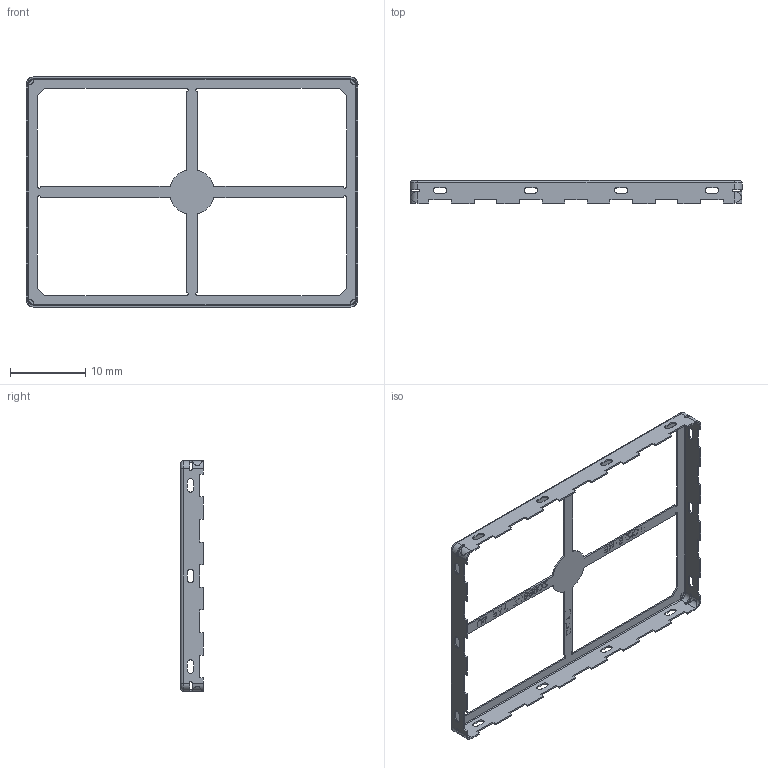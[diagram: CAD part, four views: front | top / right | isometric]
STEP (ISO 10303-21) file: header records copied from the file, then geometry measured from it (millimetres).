
FILE_DESCRIPTION((''),'2;1');
FILE_NAME('BMI-S-210-F','2011-06-20T',('tim.wrona'),(''),'PRO/ENGINEER BY PARAMETRIC TECHNOLOGY CORPORATION, 2010180','PRO/ENGINEER BY PARAMETRIC TECHNOLOGY CORPORATION, 2010180','');
FILE_SCHEMA(('CONFIG_CONTROL_DESIGN'));
Length unit declared in the file: millimetre
Products named in the file (1): BMI-S-210-F
Bounding box: 44 x 3 x 30.5 mm (x, y, z)
Volume: 133 mm3; surface area: 1458.5 mm2
Topology: 1 solids, 1 shells, 1119 faces, 3110 edges, 2036 vertices
Faces by surface type: plane 987, cylinder 84, bspline 40, torus 8
Entity records: 36260 total; most frequent: CARTESIAN_POINT 7591, ORIENTED_EDGE 6220, DIRECTION 5396, EDGE_CURVE 3110, VECTOR 2838, LINE 2838, VERTEX_POINT 2036, AXIS2_PLACEMENT_3D 1279
